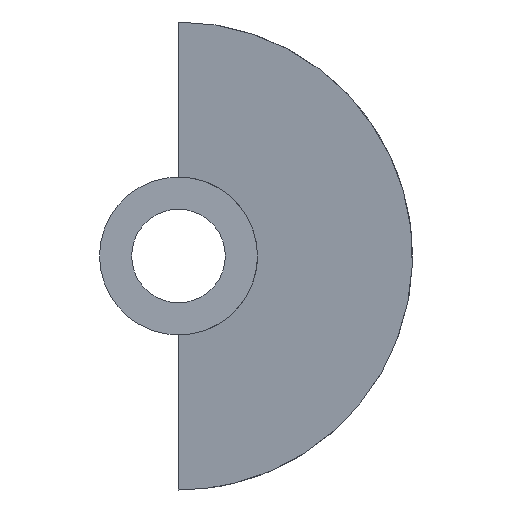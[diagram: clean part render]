
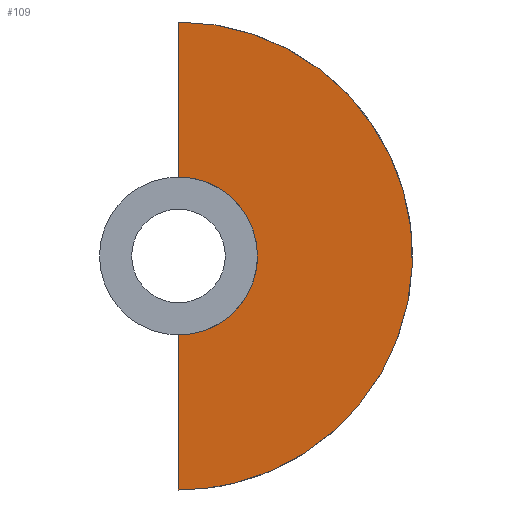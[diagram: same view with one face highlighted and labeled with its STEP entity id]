
A CAD part, left-side view. The second image highlights one B-rep face of the part: STEP entity #109.
In plain terms, the highlighted planar face has unit normal (-0.997, 0, -0.075).
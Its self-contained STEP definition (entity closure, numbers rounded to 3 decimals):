
#75=VERTEX_POINT('',#193);
#93=EDGE_CURVE('',#75,#119,#213,.T.);
#109=ADVANCED_FACE('',(#231),#232,.F.);
#119=VERTEX_POINT('',#242);
#139=EDGE_CURVE('',#149,#175,#263,.T.);
#141=EDGE_CURVE('',#119,#157,#265,.T.);
#147=EDGE_CURVE('',#157,#149,#271,.T.);
#149=VERTEX_POINT('',#273);
#151=EDGE_CURVE('',#175,#75,#275,.T.);
#157=VERTEX_POINT('',#281);
#175=VERTEX_POINT('',#305);
#193=CARTESIAN_POINT('',(-9.,-13.5,0.));
#213=ELLIPSE('',#340,13.538,13.5);
#231=FACE_OUTER_BOUND('',#361,.T.);
#232=PLANE('',#362);
#242=CARTESIAN_POINT('',(-10.013,0.,13.5));
#263=LINE('',#406,#407);
#265=LINE('',#410,#411);
#271=ELLIPSE('',#419,40.112,40.0);
#273=CARTESIAN_POINT('',(-6.,0.,-40.0));
#275=ELLIPSE('',#424,13.538,13.5);
#281=CARTESIAN_POINT('',(-12.0,0.0,40.0));
#305=CARTESIAN_POINT('',(-7.988,0.,-13.5));
#340=AXIS2_PLACEMENT_3D('',#485,#486,#487);
#361=EDGE_LOOP('',(#511,#512,#513,#514,#515));
#362=AXIS2_PLACEMENT_3D('',#516,#517,#518);
#406=CARTESIAN_POINT('',(-8.983,0.,-0.224));
#407=VECTOR('',#543,1.0);
#410=CARTESIAN_POINT('',(-10.978,0.,26.377));
#411=VECTOR('',#544,1.0);
#419=AXIS2_PLACEMENT_3D('',#548,#549,#550);
#424=AXIS2_PLACEMENT_3D('',#551,#552,#553);
#485=CARTESIAN_POINT('',(-9.,0.,0.));
#486=DIRECTION('',(-0.997,0.,-0.075));
#487=DIRECTION('',(-0.075,0.,0.997));
#511=ORIENTED_EDGE('',*,*,#147,.F.);
#512=ORIENTED_EDGE('',*,*,#141,.F.);
#513=ORIENTED_EDGE('',*,*,#93,.F.);
#514=ORIENTED_EDGE('',*,*,#151,.F.);
#515=ORIENTED_EDGE('',*,*,#139,.F.);
#516=CARTESIAN_POINT('',(-12.0,0.,40.0));
#517=DIRECTION('',(0.997,0.,0.075));
#518=DIRECTION('',(0.0,1.0,0.));
#543=DIRECTION('',(-0.075,0.,0.997));
#544=DIRECTION('',(-0.075,0.,0.997));
#548=CARTESIAN_POINT('',(-9.,0.,0.));
#549=DIRECTION('',(0.997,0.,0.075));
#550=DIRECTION('',(0.075,0.,-0.997));
#551=CARTESIAN_POINT('',(-9.,0.,0.));
#552=DIRECTION('',(-0.997,0.,-0.075));
#553=DIRECTION('',(-0.075,0.,0.997));
